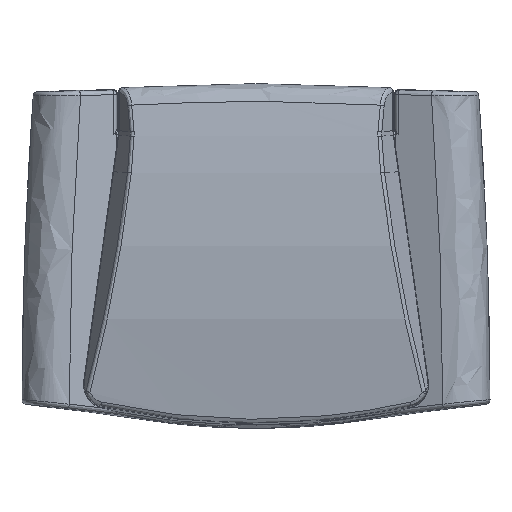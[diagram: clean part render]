
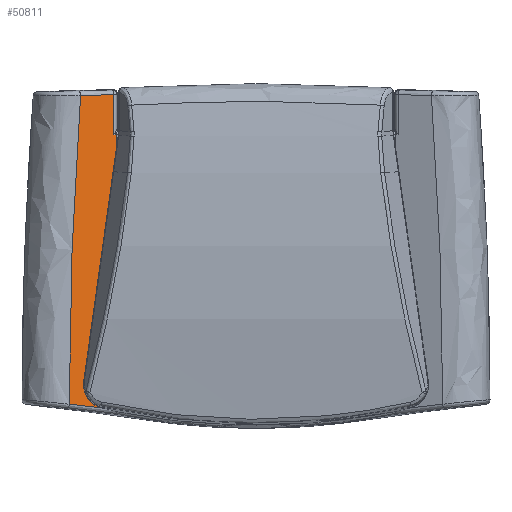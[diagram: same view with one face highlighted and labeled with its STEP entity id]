
A CAD part, top view. The second image highlights one B-rep face of the part: STEP entity #50811.
In plain terms, the highlighted planar face has unit normal (0.342, 0, 0.94).
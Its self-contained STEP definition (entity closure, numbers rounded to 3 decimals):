
#852 = FACE_OUTER_BOUND ( 'NONE', #25436, .T. ) ;
#3322 = CARTESIAN_POINT ( 'NONE',  ( -63.576, 54.513, 5.351 ) ) ;
#3323 = CARTESIAN_POINT ( 'NONE',  ( -62.284, 54.521, 4.881 ) ) ;
#4534 = LINE ( 'NONE', #53166, #4540 ) ;
#4540 = VECTOR ( 'NONE', #53168, 1000. ) ;
#8602 = EDGE_CURVE ( 'NONE', #24818, #20515, #66885, .T. ) ;
#8603 = EDGE_CURVE ( 'NONE', #20482, #24809, #66886, .T. ) ;
#8604 = EDGE_CURVE ( 'NONE', #20515, #20482, #66887, .T. ) ;
#9037 = EDGE_CURVE ( 'NONE', #24809, #63255, #72951, .T. ) ;
#9047 = EDGE_CURVE ( 'NONE', #63256, #24818, #72961, .T. ) ;
#9343 = ORIENTED_EDGE ( 'NONE', *, *, #8602, .F. ) ;
#9344 = ORIENTED_EDGE ( 'NONE', *, *, #9047, .F. ) ;
#9345 = ORIENTED_EDGE ( 'NONE', *, *, #93010, .F. ) ;
#9346 = ORIENTED_EDGE ( 'NONE', *, *, #9037, .F. ) ;
#9347 = ORIENTED_EDGE ( 'NONE', *, *, #8603, .F. ) ;
#9348 = ORIENTED_EDGE ( 'NONE', *, *, #8604, .F. ) ;
#18481 = CARTESIAN_POINT ( 'NONE',  ( -64.06, -68.634, 5.528 ) ) ;
#18492 = CARTESIAN_POINT ( 'NONE',  ( -77.875, 72.14, 10.556 ) ) ;
#18493 = CARTESIAN_POINT ( 'NONE',  ( -83.581, -66.38, 12.633 ) ) ;
#18497 = CARTESIAN_POINT ( 'NONE',  ( -63.172, -68.731, 5.204 ) ) ;
#18498 = CARTESIAN_POINT ( 'NONE',  ( -62.284, -68.828, 4.881 ) ) ;
#18500 = CARTESIAN_POINT ( 'NONE',  ( -65.836, -68.434, 6.174 ) ) ;
#18502 = CARTESIAN_POINT ( 'NONE',  ( -66.723, -68.333, 6.497 ) ) ;
#18503 = CARTESIAN_POINT ( 'NONE',  ( -69.385, -68.029, 7.466 ) ) ;
#18505 = CARTESIAN_POINT ( 'NONE',  ( -71.16, -67.825, 8.112 ) ) ;
#18507 = CARTESIAN_POINT ( 'NONE',  ( -73.378, -67.565, 8.919 ) ) ;
#18509 = CARTESIAN_POINT ( 'NONE',  ( -73.821, -67.513, 9.08 ) ) ;
#18510 = CARTESIAN_POINT ( 'NONE',  ( -74.708, -67.408, 9.403 ) ) ;
#18511 = CARTESIAN_POINT ( 'NONE',  ( -75.152, -67.353, 9.565 ) ) ;
#18512 = CARTESIAN_POINT ( 'NONE',  ( -76.483, -67.203, 10.049 ) ) ;
#18513 = CARTESIAN_POINT ( 'NONE',  ( -77.37, -67.102, 10.372 ) ) ;
#18514 = CARTESIAN_POINT ( 'NONE',  ( -80.033, -66.797, 11.341 ) ) ;
#18515 = CARTESIAN_POINT ( 'NONE',  ( -81.807, -66.59, 11.987 ) ) ;
#18516 = CARTESIAN_POINT ( 'NONE',  ( -83.581, -66.38, 12.633 ) ) ;
#18517 = CARTESIAN_POINT ( 'NONE',  ( -83.583, -43.27, 12.633 ) ) ;
#18518 = CARTESIAN_POINT ( 'NONE',  ( -78.497, 72.124, 10.782 ) ) ;
#18523 = CARTESIAN_POINT ( 'NONE',  ( -77.254, 72.155, 10.33 ) ) ;
#18524 = CARTESIAN_POINT ( 'NONE',  ( -76.476, 72.173, 10.047 ) ) ;
#18526 = CARTESIAN_POINT ( 'NONE',  ( -76.321, 72.177, 9.99 ) ) ;
#18528 = CARTESIAN_POINT ( 'NONE',  ( -76.088, 72.182, 9.905 ) ) ;
#18530 = CARTESIAN_POINT ( 'NONE',  ( -76.01, 72.184, 9.877 ) ) ;
#18531 = CARTESIAN_POINT ( 'NONE',  ( -75.894, 72.187, 9.835 ) ) ;
#18533 = CARTESIAN_POINT ( 'NONE',  ( -75.855, 72.188, 9.82 ) ) ;
#18535 = CARTESIAN_POINT ( 'NONE',  ( -75.796, 72.189, 9.799 ) ) ;
#18537 = CARTESIAN_POINT ( 'NONE',  ( -75.777, 72.19, 9.792 ) ) ;
#18538 = CARTESIAN_POINT ( 'NONE',  ( -75.738, 72.191, 9.778 ) ) ;
#18540 = CARTESIAN_POINT ( 'NONE',  ( -75.719, 72.191, 9.771 ) ) ;
#18541 = CARTESIAN_POINT ( 'NONE',  ( -75.68, 72.192, 9.757 ) ) ;
#18542 = CARTESIAN_POINT ( 'NONE',  ( -75.66, 72.192, 9.75 ) ) ;
#18543 = CARTESIAN_POINT ( 'NONE',  ( -75.622, 72.193, 9.736 ) ) ;
#18545 = CARTESIAN_POINT ( 'NONE',  ( -75.602, 72.194, 9.729 ) ) ;
#18547 = CARTESIAN_POINT ( 'NONE',  ( -75.544, 72.196, 9.707 ) ) ;
#18549 = CARTESIAN_POINT ( 'NONE',  ( -75.505, 72.197, 9.693 ) ) ;
#18550 = CARTESIAN_POINT ( 'NONE',  ( -75.388, 72.2, 9.651 ) ) ;
#18552 = CARTESIAN_POINT ( 'NONE',  ( -75.311, 72.202, 9.622 ) ) ;
#18554 = CARTESIAN_POINT ( 'NONE',  ( -75.078, 72.209, 9.538 ) ) ;
#18555 = CARTESIAN_POINT ( 'NONE',  ( -74.922, 72.214, 9.481 ) ) ;
#18556 = CARTESIAN_POINT ( 'NONE',  ( -73.524, 72.254, 8.972 ) ) ;
#18557 = CARTESIAN_POINT ( 'NONE',  ( -72.28, 72.287, 8.519 ) ) ;
#18559 = CARTESIAN_POINT ( 'NONE',  ( -68.55, 72.383, 7.162 ) ) ;
#18561 = CARTESIAN_POINT ( 'NONE',  ( -66.063, 72.439, 6.257 ) ) ;
#18562 = CARTESIAN_POINT ( 'NONE',  ( -63.576, 72.488, 5.351 ) ) ;
#18566 = CARTESIAN_POINT ( 'NONE',  ( -83.159, -20.151, 12.479 ) ) ;
#18568 = CARTESIAN_POINT ( 'NONE',  ( -81.464, 26.029, 11.862 ) ) ;
#18570 = CARTESIAN_POINT ( 'NONE',  ( -80.192, 49.091, 11.399 ) ) ;
#18572 = CARTESIAN_POINT ( 'NONE',  ( -78.497, 72.124, 10.782 ) ) ;
#20482 = VERTEX_POINT ( 'NONE', #74066 ) ;
#20515 = VERTEX_POINT ( 'NONE', #74151 ) ;
#24809 = VERTEX_POINT ( 'NONE', #75137 ) ;
#24818 = VERTEX_POINT ( 'NONE', #75148 ) ;
#25436 = EDGE_LOOP ( 'NONE', ( #9343, #9344, #9345, #9346, #9347, #9348 ) ) ;
#28510 = CARTESIAN_POINT ( 'NONE',  ( -85.777, -2.204, 13.432 ) ) ;
#28519 = PLANE ( 'NONE',  #32239 ) ;
#28548 = DIRECTION ( 'NONE',  ( -0.342, 0., -0.94 ) ) ;
#28550 = DIRECTION ( 'NONE',  ( -0.94, 0., 0.342 ) ) ;
#32239 = AXIS2_PLACEMENT_3D ( 'NONE', #28510, #28548, #28550 ) ;
#50811 = ADVANCED_FACE ( 'NONE', ( #852 ), #28519, .F. ) ;
#53166 = CARTESIAN_POINT ( 'NONE',  ( -62.287, 54.521, 4.882 ) ) ;
#53168 = DIRECTION ( 'NONE',  ( 0.94, 0.006, -0.342 ) ) ;
#63255 = VERTEX_POINT ( 'NONE', #3322 ) ;
#63256 = VERTEX_POINT ( 'NONE', #3323 ) ;
#66885 = B_SPLINE_CURVE_WITH_KNOTS ( 'NONE', 3,
 ( #18498, #18497, #18481, #18500, #18502, #18503, #18505, #18507, #18509, #18510, #18511, #18512, #18513, #18514, #18515, #18516 ),
 .UNSPECIFIED., .F., .F.,
 ( 4, 2, 2, 2, 2, 2, 2, 4 ),
 ( 0., 0.125, 0.25, 0.5, 0.563, 0.625, 0.75, 1. ),
 .UNSPECIFIED. ) ;
#66886 = B_SPLINE_CURVE_WITH_KNOTS ( 'NONE', 3,
 ( #18518, #18492, #18523, #18524, #18526, #18528, #18530, #18531, #18533, #18535, #18537, #18538, #18540, #18541, #18542, #18543, #18545, #18547, #18549, #18550, #18552, #18554, #18555, #18556, #18557, #18559, #18561, #18562 ),
 .UNSPECIFIED., .F., .F.,
 ( 4, 2, 2, 2, 2, 2, 2, 2, 2, 2, 2, 2, 2, 4 ),
 ( 0., 0.125, 0.156, 0.172, 0.18, 0.184, 0.187, 0.191, 0.195, 0.203, 0.219, 0.25, 0.5, 1. ),
 .UNSPECIFIED. ) ;
#66887 =( BOUNDED_CURVE ( )  B_SPLINE_CURVE ( 3, ( #18493, #18517, #18566, #18568, #18570, #18572 ),
 .UNSPECIFIED., .F., .F. ) 
 B_SPLINE_CURVE_WITH_KNOTS ( ( 4, 2, 4 ),
 ( 0., 0.5, 1. ),
 .UNSPECIFIED. ) 
 CURVE ( )  GEOMETRIC_REPRESENTATION_ITEM ( )  RATIONAL_B_SPLINE_CURVE ( ( 1., 1., 1., 1., 1., 1. ) ) 
 REPRESENTATION_ITEM ( '' )  );
#68391 = DIRECTION ( 'NONE',  ( 0., -1., 0. ) ) ;
#68401 = CARTESIAN_POINT ( 'NONE',  ( -63.576, -2.204, 5.351 ) ) ;
#68461 = CARTESIAN_POINT ( 'NONE',  ( -62.284, -2.204, 4.881 ) ) ;
#68574 = DIRECTION ( 'NONE',  ( 0., -1., 0. ) ) ;
#72951 = LINE ( 'NONE', #68401, #72955 ) ;
#72955 = VECTOR ( 'NONE', #68391, 1000. ) ;
#72961 = LINE ( 'NONE', #68461, #72965 ) ;
#72965 = VECTOR ( 'NONE', #68574, 1000. ) ;
#74066 = CARTESIAN_POINT ( 'NONE',  ( -78.497, 72.124, 10.782 ) ) ;
#74151 = CARTESIAN_POINT ( 'NONE',  ( -83.581, -66.38, 12.633 ) ) ;
#75137 = CARTESIAN_POINT ( 'NONE',  ( -63.576, 72.488, 5.351 ) ) ;
#75148 = CARTESIAN_POINT ( 'NONE',  ( -62.284, -68.828, 4.881 ) ) ;
#93010 = EDGE_CURVE ( 'NONE', #63255, #63256, #4534, .T. ) ;
